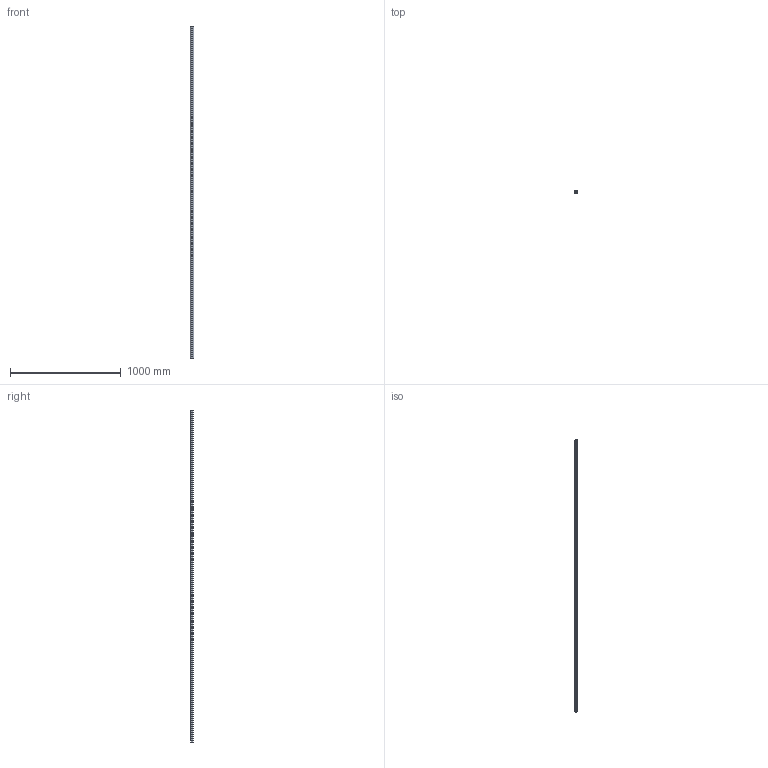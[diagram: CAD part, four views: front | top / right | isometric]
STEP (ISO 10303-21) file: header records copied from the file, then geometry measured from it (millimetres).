
FILE_DESCRIPTION (( 'STEP AP203' ), '1' );
FILE_NAME ('60361-GU-3M.step', '2022-07-20T14:21:58', ( '' ), ( '' ), 'SwSTEP 2.0', 'SolidWorks 2018', '' );
FILE_SCHEMA (( 'CONFIG_CONTROL_DESIGN' ));
Length unit declared in the file: millimetre
Products named in the file (1): 60361-GU-3M
Bounding box: 31.97 x 25.5 x 3000 mm (x, y, z)
Volume: 592984.3 mm3; surface area: 640513 mm2
Topology: 1 solids, 1 shells, 374 faces, 1038 edges, 692 vertices
Faces by surface type: plane 209, bspline 139, cylinder 26
Entity records: 18669 total; most frequent: CARTESIAN_POINT 9916, ORIENTED_EDGE 2076, DIRECTION 1284, EDGE_CURVE 1038, LINE 708, VECTOR 708, VERTEX_POINT 692, EDGE_LOOP 400
